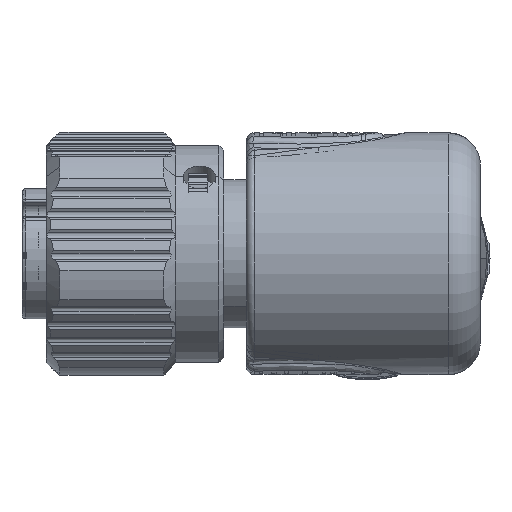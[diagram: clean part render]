
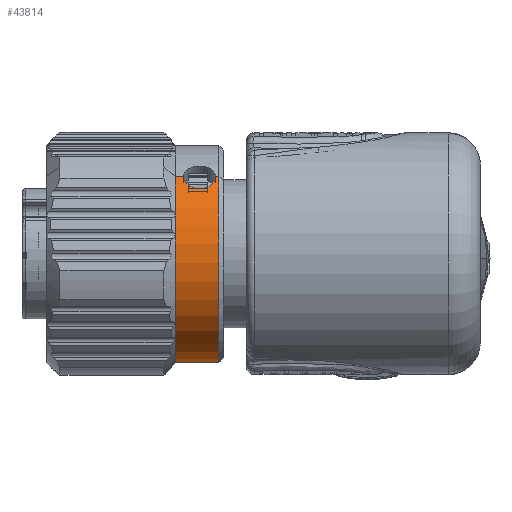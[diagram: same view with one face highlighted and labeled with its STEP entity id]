
A CAD part, top view. The second image highlights one B-rep face of the part: STEP entity #43814.
In plain terms, the highlighted cylindrical face has radius 6.75 mm (diameter 13.5 mm), a partial arc.
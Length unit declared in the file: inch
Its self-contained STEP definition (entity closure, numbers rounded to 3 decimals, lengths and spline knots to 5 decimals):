
#3925=CARTESIAN_POINT('',(-0.3622,0.,-0.74409));
#3926=DIRECTION('',(-1.,0.,0.));
#3927=DIRECTION('',(0.,-0.707,-0.707));
#3928=AXIS2_PLACEMENT_3D('',#3925,#3926,#3927);
#3939=DIRECTION('',(-1.,0.,0.));
#3940=VECTOR('',#3939,0.00787);
#3941=CARTESIAN_POINT('',(-0.3622,0.18791,
-0.55618));
#3942=LINE('',#3941,#3940);
#3958=DIRECTION('',(-1.,0.,0.));
#3959=VECTOR('',#3958,0.01969);
#3960=CARTESIAN_POINT('',(-0.44882,0.18791,
-0.55618));
#3961=LINE('',#3960,#3959);
#3962=DIRECTION('',(-1.,0.,0.));
#3963=VECTOR('',#3962,0.1063);
#3964=CARTESIAN_POINT('',(-0.3622,-0.18791,
-0.93201));
#3965=LINE('',#3964,#3963);
#3966=CARTESIAN_POINT('',(-0.44882,0.18791,
-0.55618));
#3967=CARTESIAN_POINT('',(-0.44882,0.18521,
-0.55348));
#3968=CARTESIAN_POINT('',(-0.44775,0.17991,
-0.5484));
#3969=CARTESIAN_POINT('',(-0.44304,0.17209,
-0.54151));
#3970=CARTESIAN_POINT('',(-0.43557,0.16539,
-0.53604));
#3971=CARTESIAN_POINT('',(-0.42598,0.16047,
-0.53225));
#3972=CARTESIAN_POINT('',(-0.4151,0.15789,
-0.53034));
#3973=CARTESIAN_POINT('',(-0.4038,0.15789,
-0.53034));
#3974=CARTESIAN_POINT('',(-0.39292,0.16047,
-0.53225));
#3975=CARTESIAN_POINT('',(-0.38333,0.16539,
-0.53604));
#3976=CARTESIAN_POINT('',(-0.37586,0.17209,
-0.54151));
#3977=CARTESIAN_POINT('',(-0.37115,0.17991,
-0.5484));
#3978=CARTESIAN_POINT('',(-0.37008,0.18521,
-0.55348));
#3979=CARTESIAN_POINT('',(-0.37008,0.18791,
-0.55618));
#3990=CARTESIAN_POINT('',(-0.4685,0.,-0.74409));
#3991=DIRECTION('',(1.,0.,0.));
#3992=DIRECTION('',(0.,0.707,0.707));
#3993=AXIS2_PLACEMENT_3D('',#3990,#3991,#3992);
#32107=CARTESIAN_POINT('',(-0.37008,0.18791,
-0.55618));
#32109=VERTEX_POINT('',#32107);
#32110=VERTEX_POINT('',#3966);
#32113=CARTESIAN_POINT('',(-0.3622,0.18791,
-0.55618));
#32114=CARTESIAN_POINT('',(-0.3622,-0.18791,
-0.93201));
#32115=VERTEX_POINT('',#32113);
#32116=VERTEX_POINT('',#32114);
#32117=CARTESIAN_POINT('',(-0.4685,0.18791,
-0.55618));
#32118=VERTEX_POINT('',#32117);
#32119=CARTESIAN_POINT('',(-0.4685,-0.18791,
-0.93201));
#32120=VERTEX_POINT('',#32119);
#43799=CARTESIAN_POINT('',(-0.35039,0.,-0.74409));
#43800=DIRECTION('',(1.,0.,0.));
#43801=DIRECTION('',(0.,0.707,0.707));
#43802=AXIS2_PLACEMENT_3D('',#43799,#43800,#43801);
#43803=CYLINDRICAL_SURFACE('',#43802,0.26575);
#43804=ORIENTED_EDGE('',*,*,#43760,.F.);
#43805=ORIENTED_EDGE('',*,*,#43794,.T.);
#43807=ORIENTED_EDGE('',*,*,#43806,.F.);
#43808=ORIENTED_EDGE('',*,*,#43790,.F.);
#43810=ORIENTED_EDGE('',*,*,#43809,.T.);
#43811=ORIENTED_EDGE('',*,*,#43786,.F.);
#43812=EDGE_LOOP('',(#43804,#43805,#43807,#43808,#43810,#43811));
#43813=FACE_OUTER_BOUND('',#43812,.F.);
#43814=ADVANCED_FACE('',(#43813),#43803,.T.);
#3929=CIRCLE('',#3928,0.26575);
#3980=B_SPLINE_CURVE_WITH_KNOTS('',3,(#3966,#3967,#3968,#3969,#3970,#3971,#3972,
#3973,#3974,#3975,#3976,#3977,#3978,#3979),.UNSPECIFIED.,.F.,.F.,(4,1,1,1,1,1,1,
1,1,1,1,4),(0.,0.09091,0.18182,0.27273,
0.36364,0.45455,0.54545,0.63636,
0.72727,0.81818,0.90909,1.),.UNSPECIFIED.);
#3994=CIRCLE('',#3993,0.26575);
#43760=EDGE_CURVE('',#32116,#32115,#3929,.T.);
#43786=EDGE_CURVE('',#32115,#32109,#3942,.T.);
#43790=EDGE_CURVE('',#32110,#32118,#3961,.T.);
#43794=EDGE_CURVE('',#32116,#32120,#3965,.T.);
#43806=EDGE_CURVE('',#32118,#32120,#3994,.T.);
#43809=EDGE_CURVE('',#32110,#32109,#3980,.T.);
